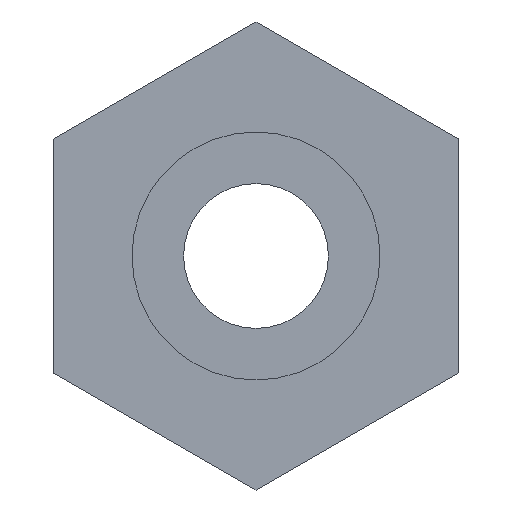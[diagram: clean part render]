
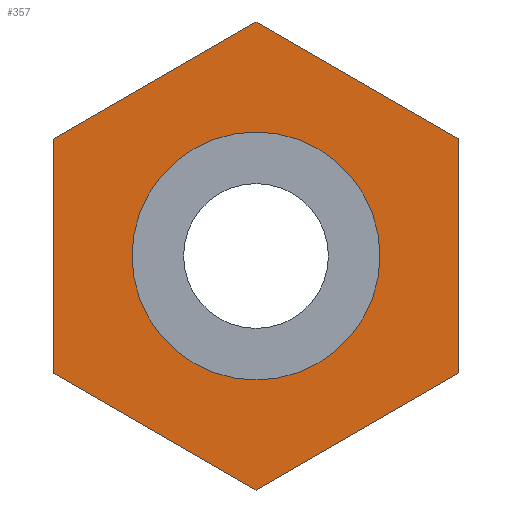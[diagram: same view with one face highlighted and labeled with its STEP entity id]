
A CAD part, front view. The second image highlights one B-rep face of the part: STEP entity #357.
In plain terms, the highlighted planar face has unit normal (0, -1, 0).
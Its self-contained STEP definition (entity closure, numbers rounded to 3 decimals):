
#20=LINE('',#472,#38);
#24=LINE('',#481,#42);
#27=LINE('',#487,#45);
#30=LINE('',#493,#48);
#33=LINE('',#499,#51);
#36=LINE('',#505,#54);
#38=VECTOR('',#405,1000.);
#42=VECTOR('',#411,1000.);
#45=VECTOR('',#416,1000.);
#48=VECTOR('',#421,1000.);
#51=VECTOR('',#426,1000.);
#54=VECTOR('',#431,1000.);
#63=PLANE('',#381);
#100=ORIENTED_EDGE('',*,*,#142,.T.);
#101=ORIENTED_EDGE('',*,*,#123,.T.);
#102=ORIENTED_EDGE('',*,*,#127,.T.);
#103=ORIENTED_EDGE('',*,*,#130,.T.);
#104=ORIENTED_EDGE('',*,*,#133,.T.);
#105=ORIENTED_EDGE('',*,*,#136,.T.);
#106=ORIENTED_EDGE('',*,*,#139,.T.);
#123=EDGE_CURVE('',#150,#151,#20,.T.);
#127=EDGE_CURVE('',#151,#154,#24,.T.);
#130=EDGE_CURVE('',#154,#156,#27,.T.);
#133=EDGE_CURVE('',#156,#158,#30,.T.);
#136=EDGE_CURVE('',#158,#160,#33,.T.);
#139=EDGE_CURVE('',#160,#150,#36,.T.);
#142=EDGE_CURVE('',#163,#163,#172,.T.);
#150=VERTEX_POINT('',#473);
#151=VERTEX_POINT('',#474);
#154=VERTEX_POINT('',#482);
#156=VERTEX_POINT('',#488);
#158=VERTEX_POINT('',#494);
#160=VERTEX_POINT('',#500);
#163=VERTEX_POINT('',#512);
#172=CIRCLE('',#382,4.283);
#188=EDGE_LOOP('',(#100));
#189=EDGE_LOOP('',(#101,#102,#103,#104,#105,#106));
#214=FACE_BOUND('',#188,.T.);
#215=FACE_BOUND('',#189,.T.);
#357=ADVANCED_FACE('',(#214,#215),#63,.T.);
#381=AXIS2_PLACEMENT_3D('',#510,#437,#438);
#382=AXIS2_PLACEMENT_3D('',#511,#439,#440);
#405=DIRECTION('',(0.,0.,-1.));
#411=DIRECTION('',(0.866,0.,-0.5));
#416=DIRECTION('',(0.866,0.,0.5));
#421=DIRECTION('',(0.,0.,1.));
#426=DIRECTION('',(-0.866,0.,0.5));
#431=DIRECTION('',(-0.866,0.,-0.5));
#437=DIRECTION('',(0.,-1.,0.));
#438=DIRECTION('',(0.,0.,-1.));
#439=DIRECTION('',(0.,1.,0.));
#440=DIRECTION('',(0.,0.,-1.));
#472=CARTESIAN_POINT('',(-7.,0.,4.041));
#473=CARTESIAN_POINT('',(-7.,0.,4.041));
#474=CARTESIAN_POINT('',(-7.,0.,-4.041));
#481=CARTESIAN_POINT('',(-7.,0.,-4.041));
#482=CARTESIAN_POINT('',(0.,0.,-8.083));
#487=CARTESIAN_POINT('',(0.,0.,-8.083));
#488=CARTESIAN_POINT('',(7.,0.,-4.041));
#493=CARTESIAN_POINT('',(7.,0.,-4.041));
#494=CARTESIAN_POINT('',(7.,0.,4.041));
#499=CARTESIAN_POINT('',(7.,0.,4.041));
#500=CARTESIAN_POINT('',(0.,0.,8.083));
#505=CARTESIAN_POINT('',(0.,0.,8.083));
#510=CARTESIAN_POINT('',(0.,0.,0.));
#511=CARTESIAN_POINT('',(0.,0.,0.));
#512=CARTESIAN_POINT('',(0.,0.,-4.283));
